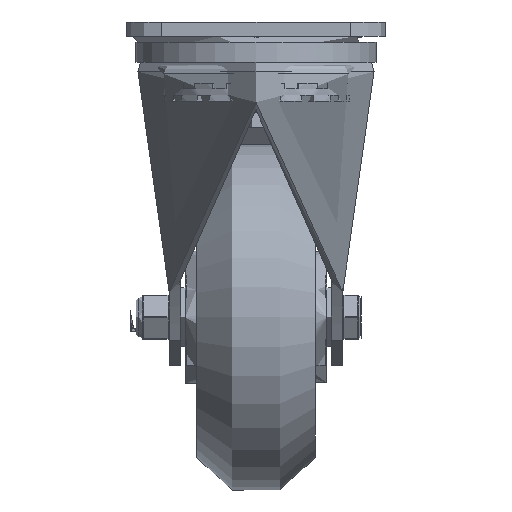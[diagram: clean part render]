
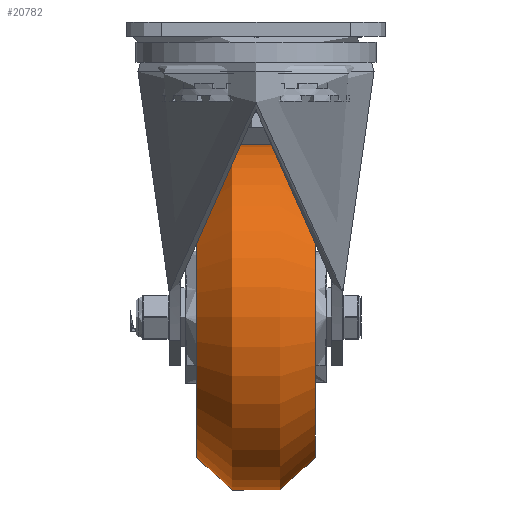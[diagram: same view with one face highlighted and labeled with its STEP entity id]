
A CAD part, left-side view. The second image highlights one B-rep face of the part: STEP entity #20782.
In plain terms, the highlighted toroidal (fillet/blend) face has major radius 47.089 mm and minor radius 27.911 mm.
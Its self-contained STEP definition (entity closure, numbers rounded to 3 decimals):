
#2221=TOROIDAL_SURFACE('',#22681,47.089,27.911);
#2701=FACE_OUTER_BOUND('',#4002,.T.);
#4002=EDGE_LOOP('',(#16168,#16169,#16170,#16171));
#8083=CIRCLE('',#22682,59.5);
#8084=CIRCLE('',#22683,27.911);
#8085=CIRCLE('',#22684,59.5);
#9473=VERTEX_POINT('',#33138);
#9474=VERTEX_POINT('',#33140);
#11878=EDGE_CURVE('',#9473,#9473,#8083,.T.);
#11879=EDGE_CURVE('',#9473,#9474,#8084,.T.);
#11880=EDGE_CURVE('',#9474,#9474,#8085,.T.);
#16168=ORIENTED_EDGE('',*,*,#11878,.F.);
#16169=ORIENTED_EDGE('',*,*,#11879,.T.);
#16170=ORIENTED_EDGE('',*,*,#11880,.T.);
#16171=ORIENTED_EDGE('',*,*,#11879,.F.);
#20782=ADVANCED_FACE('',(#2701),#2221,.T.);
#22681=AXIS2_PLACEMENT_3D('',#33137,#26267,#26268);
#22682=AXIS2_PLACEMENT_3D('',#33139,#26269,#26270);
#22683=AXIS2_PLACEMENT_3D('',#33141,#26271,#26272);
#22684=AXIS2_PLACEMENT_3D('',#33142,#26273,#26274);
#26267=DIRECTION('center_axis',(0.,-1.,0.));
#26268=DIRECTION('ref_axis',(0.,0.,-1.));
#26269=DIRECTION('center_axis',(0.,-1.,0.));
#26270=DIRECTION('ref_axis',(0.,0.,
1.));
#26271=DIRECTION('center_axis',(-1.,0.,0.));
#26272=DIRECTION('ref_axis',(0.,0.,
1.));
#26273=DIRECTION('center_axis',(0.,-1.,0.));
#26274=DIRECTION('ref_axis',(0.,0.,
1.));
#33137=CARTESIAN_POINT('Origin',(0.,0.,
0.));
#33138=CARTESIAN_POINT('',(0.,-25.,59.5));
#33139=CARTESIAN_POINT('Origin',(0.,-25.,0.));
#33140=CARTESIAN_POINT('',(0.,25.,59.5));
#33141=CARTESIAN_POINT('Origin',(0.,0.,
47.089));
#33142=CARTESIAN_POINT('Origin',(0.,25.,
0.));
